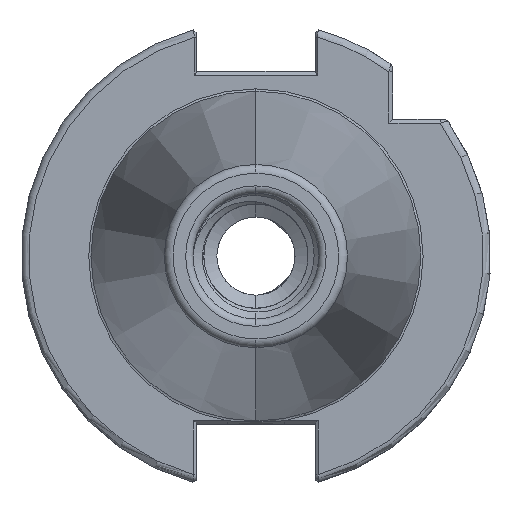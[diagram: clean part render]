
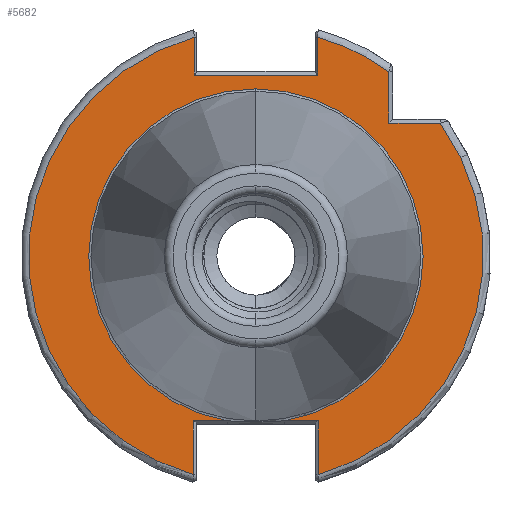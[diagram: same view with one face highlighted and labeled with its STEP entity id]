
A CAD part, left-side view. The second image highlights one B-rep face of the part: STEP entity #5682.
In plain terms, the highlighted planar face has unit normal (-1, 0, 0).
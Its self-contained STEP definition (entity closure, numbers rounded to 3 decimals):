
#403 = CARTESIAN_POINT ( 'NONE',  ( 0., 22.692, 0. ) ) ;
#408 = DIRECTION ( 'NONE',  ( 1., 0., 0. ) ) ;
#423 = DIRECTION ( 'NONE',  ( 0., 0., -1. ) ) ;
#428 = PLANE ( 'NONE',  #19143 ) ;
#1514 = VERTEX_POINT ( 'NONE', #3743 ) ;
#1599 = VERTEX_POINT ( 'NONE', #3795 ) ;
#1795 = VERTEX_POINT ( 'NONE', #4006 ) ;
#1814 = VERTEX_POINT ( 'NONE', #4041 ) ;
#1815 = VERTEX_POINT ( 'NONE', #4085 ) ;
#1817 = VERTEX_POINT ( 'NONE', #4043 ) ;
#1818 = VERTEX_POINT ( 'NONE', #4080 ) ;
#1830 = VERTEX_POINT ( 'NONE', #4069 ) ;
#1841 = VERTEX_POINT ( 'NONE', #4079 ) ;
#1845 = VERTEX_POINT ( 'NONE', #4039 ) ;
#1848 = VERTEX_POINT ( 'NONE', #4049 ) ;
#1858 = VERTEX_POINT ( 'NONE', #4082 ) ;
#1860 = VERTEX_POINT ( 'NONE', #4083 ) ;
#1864 = VERTEX_POINT ( 'NONE', #4059 ) ;
#2847 = LINE ( 'NONE', #18394, #2937 ) ;
#2856 = LINE ( 'NONE', #18198, #2858 ) ;
#2858 = VECTOR ( 'NONE', #18237, 1000. ) ;
#2863 = LINE ( 'NONE', #18326, #2864 ) ;
#2864 = VECTOR ( 'NONE', #18302, 1000. ) ;
#2888 = LINE ( 'NONE', #16677, #2928 ) ;
#2899 = LINE ( 'NONE', #16618, #2913 ) ;
#2901 = LINE ( 'NONE', #16744, #2938 ) ;
#2910 = CIRCLE ( 'NONE', #20411, 30.775 ) ;
#2913 = VECTOR ( 'NONE', #16616, 1000. ) ;
#2928 = VECTOR ( 'NONE', #16658, 1000. ) ;
#2929 = LINE ( 'NONE', #18470, #2933 ) ;
#2933 = VECTOR ( 'NONE', #18396, 1000. ) ;
#2937 = VECTOR ( 'NONE', #18425, 1000. ) ;
#2938 = VECTOR ( 'NONE', #16751, 1000. ) ;
#2950 = VECTOR ( 'NONE', #17044, 1000. ) ;
#2954 = CIRCLE ( 'NONE', #20460, 30.775 ) ;
#2957 = CIRCLE ( 'NONE', #20426, 22.627 ) ;
#2964 = LINE ( 'NONE', #17062, #2965 ) ;
#2965 = VECTOR ( 'NONE', #17033, 1000. ) ;
#2969 = LINE ( 'NONE', #17034, #2950 ) ;
#2976 = CIRCLE ( 'NONE', #20459, 30.775 ) ;
#3367 = CIRCLE ( 'NONE', #19483, 22.627 ) ;
#3743 = CARTESIAN_POINT ( 'NONE',  ( 0., -3.833, -22.3 ) ) ;
#3795 = CARTESIAN_POINT ( 'NONE',  ( 0., 0., 22.627 ) ) ;
#4006 = CARTESIAN_POINT ( 'NONE',  ( 0., -24.962, 18. ) ) ;
#4039 = CARTESIAN_POINT ( 'NONE',  ( 0., 8.335, 24.5 ) ) ;
#4041 = CARTESIAN_POINT ( 'NONE',  ( 0., -18., 18. ) ) ;
#4043 = CARTESIAN_POINT ( 'NONE',  ( 0., 3.833, -22.3 ) ) ;
#4049 = CARTESIAN_POINT ( 'NONE',  ( 0., -8.335, 24.5 ) ) ;
#4059 = CARTESIAN_POINT ( 'NONE',  ( 0., 8.451, -22.3 ) ) ;
#4069 = CARTESIAN_POINT ( 'NONE',  ( 0., -8.335, 29.625 ) ) ;
#4079 = CARTESIAN_POINT ( 'NONE',  ( 0., -8.451, -29.592 ) ) ;
#4080 = CARTESIAN_POINT ( 'NONE',  ( 0., 8.335, 29.625 ) ) ;
#4082 = CARTESIAN_POINT ( 'NONE',  ( 0., -8.451, -22.3 ) ) ;
#4083 = CARTESIAN_POINT ( 'NONE',  ( 0., 8.451, -29.592 ) ) ;
#4085 = CARTESIAN_POINT ( 'NONE',  ( 0., -18., 24.962 ) ) ;
#5682 = ADVANCED_FACE ( 'NONE', ( #15854 ), #428, .F. ) ;
#9110 = CARTESIAN_POINT ( 'NONE',  ( 0., 0., 0. ) ) ;
#9116 = DIRECTION ( 'NONE',  ( 0., 0., -1. ) ) ;
#9138 = DIRECTION ( 'NONE',  ( 1., 0., 0. ) ) ;
#14941 = ORIENTED_EDGE ( 'NONE', *, *, #20153, .T. ) ;
#14982 = ORIENTED_EDGE ( 'NONE', *, *, #20210, .T. ) ;
#14988 = ORIENTED_EDGE ( 'NONE', *, *, #19626, .T. ) ;
#14991 = ORIENTED_EDGE ( 'NONE', *, *, #20146, .T. ) ;
#14993 = ORIENTED_EDGE ( 'NONE', *, *, #20213, .T. ) ;
#15074 = ORIENTED_EDGE ( 'NONE', *, *, #20098, .T. ) ;
#15085 = ORIENTED_EDGE ( 'NONE', *, *, #20163, .T. ) ;
#15096 = ORIENTED_EDGE ( 'NONE', *, *, #20208, .T. ) ;
#15104 = ORIENTED_EDGE ( 'NONE', *, *, #20116, .T. ) ;
#15122 = ORIENTED_EDGE ( 'NONE', *, *, #20155, .T. ) ;
#15137 = ORIENTED_EDGE ( 'NONE', *, *, #20119, .T. ) ;
#15143 = ORIENTED_EDGE ( 'NONE', *, *, #20209, .T. ) ;
#15146 = ORIENTED_EDGE ( 'NONE', *, *, #20105, .T. ) ;
#15176 = ORIENTED_EDGE ( 'NONE', *, *, #20212, .T. ) ;
#15854 = FACE_OUTER_BOUND ( 'NONE', #20292, .T. ) ;
#16616 = DIRECTION ( 'NONE',  ( 0., 0., 1. ) ) ;
#16618 = CARTESIAN_POINT ( 'NONE',  ( 0., -18., 24.594 ) ) ;
#16658 = DIRECTION ( 'NONE',  ( 0., 0., 1. ) ) ;
#16677 = CARTESIAN_POINT ( 'NONE',  ( 0., 8.451, 0. ) ) ;
#16678 = DIRECTION ( 'NONE',  ( 0., 0., -1. ) ) ;
#16704 = CARTESIAN_POINT ( 'NONE',  ( 0., 0., 0. ) ) ;
#16705 = DIRECTION ( 'NONE',  ( -1., 0., 0. ) ) ;
#16744 = CARTESIAN_POINT ( 'NONE',  ( 0., 22.692, -22.3 ) ) ;
#16751 = DIRECTION ( 'NONE',  ( 0., -1., 0. ) ) ;
#17033 = DIRECTION ( 'NONE',  ( 0., 0., -1. ) ) ;
#17034 = CARTESIAN_POINT ( 'NONE',  ( 0., 8.05, 24.5 ) ) ;
#17036 = DIRECTION ( 'NONE',  ( 0., 0., -1. ) ) ;
#17037 = CARTESIAN_POINT ( 'NONE',  ( 0., 0., 0. ) ) ;
#17039 = CARTESIAN_POINT ( 'NONE',  ( 0., 0., 0. ) ) ;
#17043 = CARTESIAN_POINT ( 'NONE',  ( 0., 0., 0. ) ) ;
#17044 = DIRECTION ( 'NONE',  ( 0., 1., 0. ) ) ;
#17049 = DIRECTION ( 'NONE',  ( 1., 0., 0. ) ) ;
#17050 = DIRECTION ( 'NONE',  ( -1., 0., 0. ) ) ;
#17051 = DIRECTION ( 'NONE',  ( -1., 0., 0. ) ) ;
#17053 = DIRECTION ( 'NONE',  ( 0., 0., -1. ) ) ;
#17055 = DIRECTION ( 'NONE',  ( 0., 0., -1. ) ) ;
#17062 = CARTESIAN_POINT ( 'NONE',  ( 0., -8.451, 0. ) ) ;
#18198 = CARTESIAN_POINT ( 'NONE',  ( 0., 22.692, -22.3 ) ) ;
#18237 = DIRECTION ( 'NONE',  ( 0., -1., 0. ) ) ;
#18302 = DIRECTION ( 'NONE',  ( 0., 1., 0. ) ) ;
#18326 = CARTESIAN_POINT ( 'NONE',  ( 0., -18.5, 18. ) ) ;
#18394 = CARTESIAN_POINT ( 'NONE',  ( 0., 8.335, 29.704 ) ) ;
#18396 = DIRECTION ( 'NONE',  ( 0., 0., -1. ) ) ;
#18425 = DIRECTION ( 'NONE',  ( 0., 0., 1. ) ) ;
#18470 = CARTESIAN_POINT ( 'NONE',  ( 0., -8.335, 25. ) ) ;
#19143 = AXIS2_PLACEMENT_3D ( 'NONE', #403, #408, #423 ) ;
#19483 = AXIS2_PLACEMENT_3D ( 'NONE', #9110, #9138, #9116 ) ;
#19626 = EDGE_CURVE ( 'NONE', #1599, #1514, #3367, .T. ) ;
#20098 = EDGE_CURVE ( 'NONE', #1864, #1817, #2856, .T. ) ;
#20105 = EDGE_CURVE ( 'NONE', #1795, #1814, #2863, .T. ) ;
#20116 = EDGE_CURVE ( 'NONE', #1845, #1818, #2847, .T. ) ;
#20119 = EDGE_CURVE ( 'NONE', #1830, #1848, #2929, .T. ) ;
#20146 = EDGE_CURVE ( 'NONE', #1814, #1815, #2899, .T. ) ;
#20153 = EDGE_CURVE ( 'NONE', #1860, #1864, #2888, .T. ) ;
#20155 = EDGE_CURVE ( 'NONE', #1841, #1795, #2910, .T. ) ;
#20163 = EDGE_CURVE ( 'NONE', #1514, #1858, #2901, .T. ) ;
#20208 = EDGE_CURVE ( 'NONE', #1858, #1841, #2964, .T. ) ;
#20209 = EDGE_CURVE ( 'NONE', #1818, #1860, #2976, .T. ) ;
#20210 = EDGE_CURVE ( 'NONE', #1815, #1830, #2954, .T. ) ;
#20212 = EDGE_CURVE ( 'NONE', #1848, #1845, #2969, .T. ) ;
#20213 = EDGE_CURVE ( 'NONE', #1817, #1599, #2957, .T. ) ;
#20292 = EDGE_LOOP ( 'NONE', ( #15146, #14991, #14982, #15137, #15176, #15104, #15143, #14941, #15074, #14993, #14988, #15085, #15096, #15122 ) ) ;
#20411 = AXIS2_PLACEMENT_3D ( 'NONE', #16704, #16705, #16678 ) ;
#20426 = AXIS2_PLACEMENT_3D ( 'NONE', #17043, #17049, #17053 ) ;
#20459 = AXIS2_PLACEMENT_3D ( 'NONE', #17037, #17051, #17055 ) ;
#20460 = AXIS2_PLACEMENT_3D ( 'NONE', #17039, #17050, #17036 ) ;
